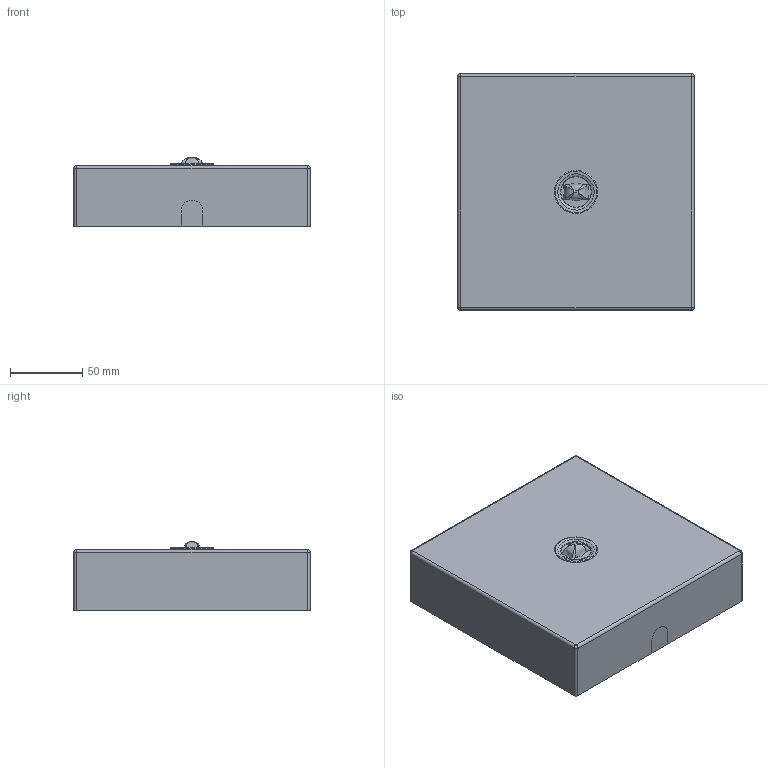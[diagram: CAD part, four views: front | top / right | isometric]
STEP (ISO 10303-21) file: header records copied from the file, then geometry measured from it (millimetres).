
FILE_DESCRIPTION(/* description */ (''),/* implementation_level */ '2;1');
FILE_NAME(/* name */ 'BQD-BV_simple_v2.step',/* time_stamp */ '2024-01-03T08:42:55+01:00',/* author */ (''),/* organization */ (''),/* preprocessor_version */ 'ST-DEVELOPER v20',/* originating_system */ 'Autodesk Translation Framework v12.14.0.127',/* authorisation */ '');
FILE_SCHEMA (('AUTOMOTIVE_DESIGN { 1 0 10303 214 3 1 1 }'));
Length unit declared in the file: millimetre
Products named in the file (5): BQD-BV_simple; Light_Engine_simple; modul_led; Haltering; Linse
Assembly tree (4 placements, depth 4):
  BQD-BV_simple
    Light_Engine_simple
      modul_led
        Haltering
        Linse
Bounding box: 164 x 164 x 47.59 mm (x, y, z)
Volume: 1136191.8 mm3; surface area: 83627.6 mm2
Topology: 3 solids, 3 shells, 116 faces, 294 edges, 180 vertices
Faces by surface type: plane 61, bspline 23, cylinder 19, cone 7, sphere 4, torus 2
Full cylindrical faces by diameter (mm): 25.4 x1, 28 x1, 30 x1
Entity records: 14098 total; most frequent: CARTESIAN_POINT 11369, ORIENTED_EDGE 556, DIRECTION 491, EDGE_CURVE 278, VERTEX_POINT 180, AXIS2_PLACEMENT_3D 164, LINE 163, VECTOR 163
